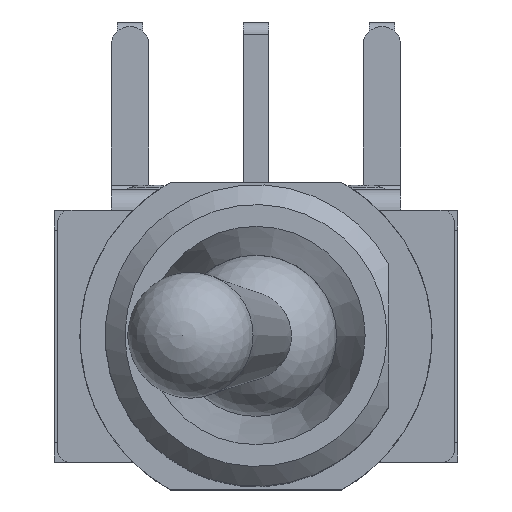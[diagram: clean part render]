
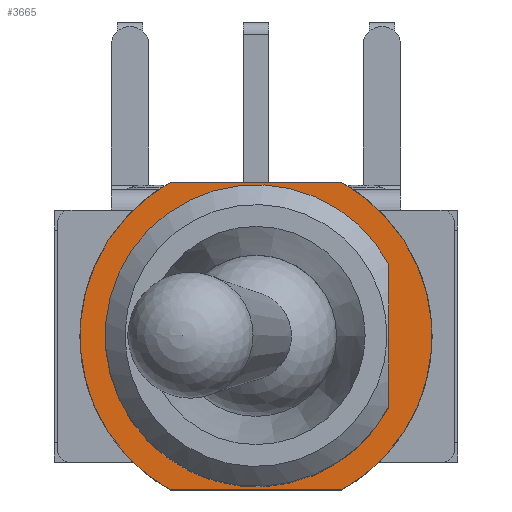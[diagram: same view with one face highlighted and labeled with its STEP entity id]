
A CAD part, top view. The second image highlights one B-rep face of the part: STEP entity #3665.
In plain terms, the highlighted planar face has unit normal (0, 0, 1).
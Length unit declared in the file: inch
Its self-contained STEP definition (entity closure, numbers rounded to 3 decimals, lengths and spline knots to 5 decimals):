
#32=FACE_BOUND('',#602,.T.);
#204=PLANE('',#3989);
#398=FACE_OUTER_BOUND('',#601,.T.);
#601=EDGE_LOOP('',(#3407,#3408,#3409,#3410));
#602=EDGE_LOOP('',(#3411,#3412));
#973=LINE('',#6504,#1356);
#976=LINE('',#6513,#1359);
#979=LINE('',#6520,#1362);
#1356=VECTOR('',#4940,0.3937);
#1359=VECTOR('',#4949,0.3937);
#1362=VECTOR('',#4958,0.3937);
#1490=CIRCLE('',#3980,0.11969);
#1491=CIRCLE('',#3984,0.13976);
#1492=CIRCLE('',#3987,0.13976);
#1821=VERTEX_POINT('',#6497);
#1822=VERTEX_POINT('',#6499);
#1823=VERTEX_POINT('',#6506);
#1824=VERTEX_POINT('',#6507);
#1825=VERTEX_POINT('',#6512);
#1826=VERTEX_POINT('',#6516);
#2346=EDGE_CURVE('',#1822,#1821,#1490,.T.);
#2348=EDGE_CURVE('',#1821,#1822,#973,.T.);
#2349=EDGE_CURVE('',#1823,#1824,#1491,.T.);
#2352=EDGE_CURVE('',#1824,#1825,#976,.T.);
#2354=EDGE_CURVE('',#1825,#1826,#1492,.T.);
#2356=EDGE_CURVE('',#1826,#1823,#979,.T.);
#3407=ORIENTED_EDGE('',*,*,#2349,.F.);
#3408=ORIENTED_EDGE('',*,*,#2356,.F.);
#3409=ORIENTED_EDGE('',*,*,#2354,.F.);
#3410=ORIENTED_EDGE('',*,*,#2352,.F.);
#3411=ORIENTED_EDGE('',*,*,#2346,.T.);
#3412=ORIENTED_EDGE('',*,*,#2348,.T.);
#3665=ADVANCED_FACE('',(#398,#32),#204,.T.);
#3980=AXIS2_PLACEMENT_3D('',#6500,#4933,#4934);
#3984=AXIS2_PLACEMENT_3D('',#6508,#4943,#4944);
#3987=AXIS2_PLACEMENT_3D('',#6517,#4953,#4954);
#3989=AXIS2_PLACEMENT_3D('',#6521,#4959,#4960);
#4933=DIRECTION('center_axis',(0.,0.,
-1.));
#4934=DIRECTION('ref_axis',(0.882,0.472,0.));
#4940=DIRECTION('',(0.,-1.,0.));
#4943=DIRECTION('center_axis',(0.,0.,
-1.));
#4944=DIRECTION('ref_axis',(-0.487,0.873,0.));
#4949=DIRECTION('',(-1.,0.,0.));
#4953=DIRECTION('center_axis',(0.,0.,
-1.));
#4954=DIRECTION('ref_axis',(0.487,-0.873,0.));
#4958=DIRECTION('',(1.,0.,0.));
#4959=DIRECTION('center_axis',(0.,0.,
1.));
#4960=DIRECTION('ref_axis',(1.,0.,0.));
#6497=CARTESIAN_POINT('',(0.10551,0.0565,0.3248));
#6499=CARTESIAN_POINT('',(0.10551,-0.0565,0.3248));
#6500=CARTESIAN_POINT('Origin',(0.,0.,
0.3248));
#6504=CARTESIAN_POINT('',(0.10551,0.02825,0.3248));
#6506=CARTESIAN_POINT('',(0.06811,0.12205,0.3248));
#6507=CARTESIAN_POINT('',(0.06811,-0.12205,0.3248));
#6508=CARTESIAN_POINT('Origin',(0.,0.,
0.3248));
#6512=CARTESIAN_POINT('',(-0.06811,-0.12205,0.3248));
#6513=CARTESIAN_POINT('',(0.06811,-0.12205,0.3248));
#6516=CARTESIAN_POINT('',(-0.06811,0.12205,0.3248));
#6517=CARTESIAN_POINT('Origin',(0.,0.,
0.3248));
#6520=CARTESIAN_POINT('',(-0.06811,0.12205,0.3248));
#6521=CARTESIAN_POINT('Origin',(0.,0.,
0.3248));
